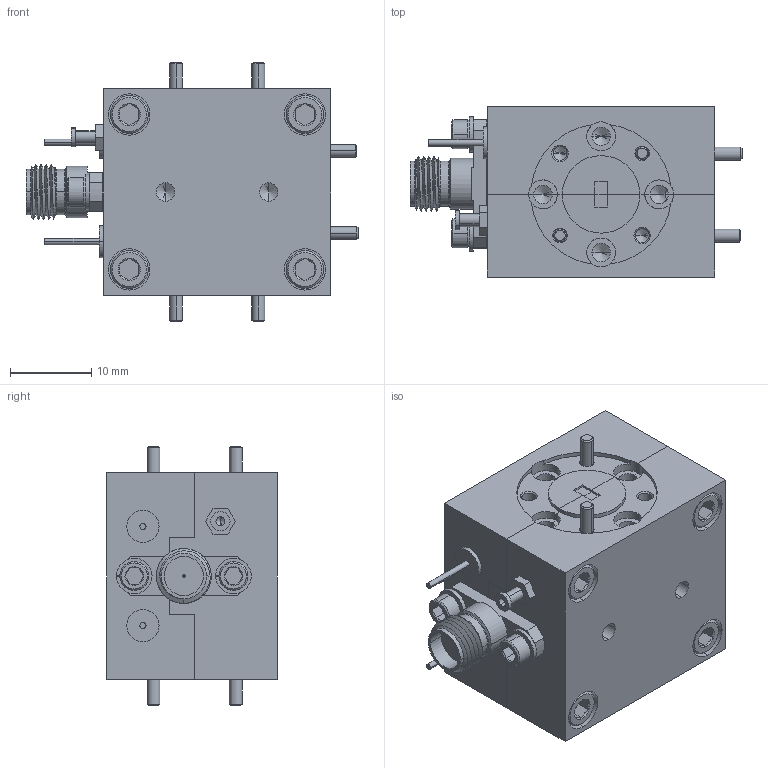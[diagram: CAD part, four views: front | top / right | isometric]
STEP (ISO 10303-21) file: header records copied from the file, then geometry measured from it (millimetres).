
FILE_DESCRIPTION (( 'STEP AP203' ), '1' );
FILE_NAME ('KD-REM-A-2.STEP', '2021-11-22T18:30:48', ( '' ), ( '' ), 'SwSTEP 2.0', 'SolidWorks 2021', '' );
FILE_SCHEMA (( 'CONFIG_CONTROL_DESIGN' ));
Length unit declared in the file: inch
Products named in the file (1): KD-REM-A-2
Bounding box: 40.81 x 20.95 x 31.84 mm (x, y, z)
Volume: 14380.9 mm3; surface area: 10832.8 mm2
Topology: 25 solids, 25 shells, 1298 faces, 3436 edges, 2168 vertices
Faces by surface type: cylinder 718, plane 281, cone 269, bspline 28, torus 2
Entity records: 54657 total; most frequent: CARTESIAN_POINT 25673, ORIENTED_EDGE 6704, DIRECTION 5467, EDGE_CURVE 3352, VERTEX_POINT 2168, AXIS2_PLACEMENT_3D 2031, VECTOR 1405, LINE 1405
